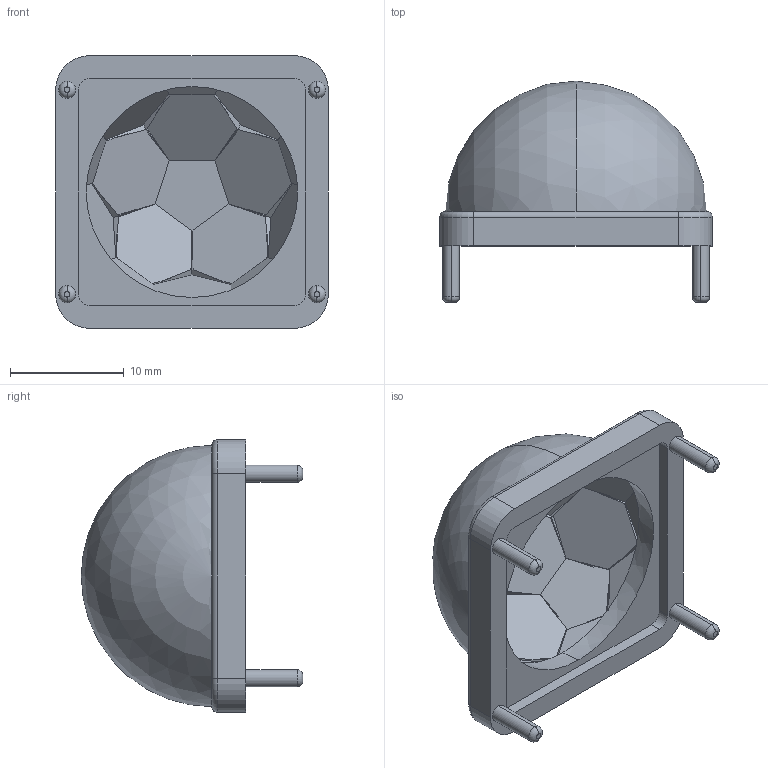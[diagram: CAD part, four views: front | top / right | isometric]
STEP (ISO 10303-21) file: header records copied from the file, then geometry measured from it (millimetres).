
FILE_DESCRIPTION (( 'STEP AP214' ), '1' );
FILE_NAME ('lens.STEP', '2013-12-24T19:17:29', ( '' ), ( '' ), 'SwSTEP 2.0', 'SolidWorks 2013', '' );
FILE_SCHEMA (( 'AUTOMOTIVE_DESIGN' ));
Length unit declared in the file: millimetre
Products named in the file (1): lens
Bounding box: 24 x 19.5 x 24 mm (x, y, z)
Volume: 1590.3 mm3; surface area: 2626.9 mm2
Topology: 1 solids, 1 shells, 211 faces, 560 edges, 354 vertices
Faces by surface type: plane 175, cylinder 20, torus 12, sphere 4
Entity records: 6434 total; most frequent: CARTESIAN_POINT 1118, ORIENTED_EDGE 1108, DIRECTION 1064, EDGE_CURVE 554, LINE 468, VECTOR 468, VERTEX_POINT 352, AXIS2_PLACEMENT_3D 298
